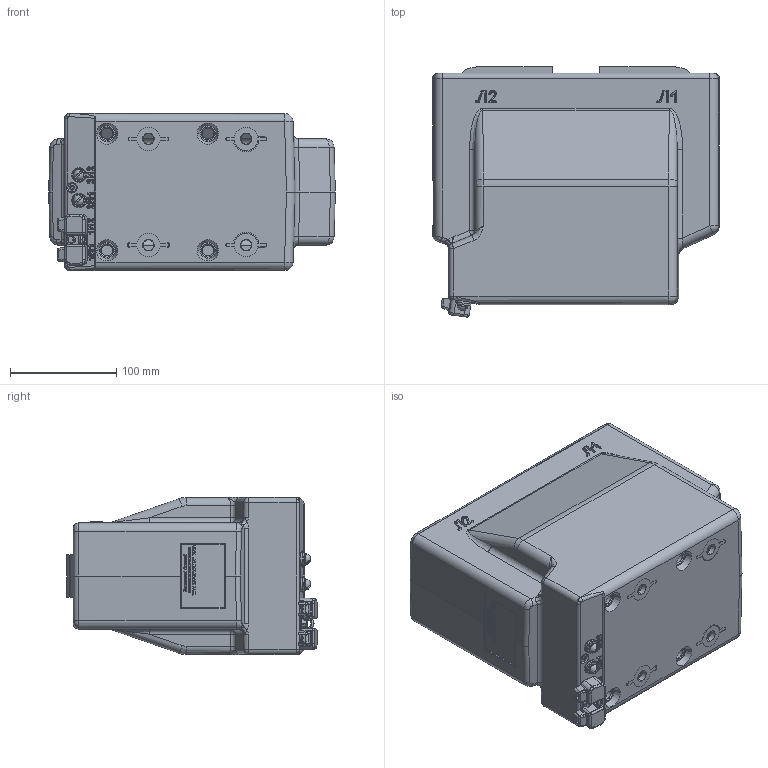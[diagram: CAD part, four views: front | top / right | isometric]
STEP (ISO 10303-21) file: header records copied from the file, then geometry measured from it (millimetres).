
FILE_DESCRIPTION (( 'STEP AP203' ), '1' );
FILE_NAME ('ﾒﾎﾋ-10-9.1-2(5-2000)ﾀ.STEP', '2018-01-31T12:20:03', ( '' ), ( '' ), 'SwSTEP 2.0', 'SolidWorks 2010', '' );
FILE_SCHEMA (( 'CONFIG_CONTROL_DESIGN' ));
Products named in the file (1): ﾒﾎﾋ-10-9.1-2(5-2000)ﾀ
Bounding box: 270 x 235.62 x 148 mm (x, y, z)
Surface area: 255291.2 mm2 (no closed solid volume)
Topology: 0 solids, 57 shells, 760 faces, 3468 edges, 2706 vertices
Faces by surface type: plane 305, cylinder 165, bspline 134, cone 104, sphere 28, torus 24
Entity records: 46785 total; most frequent: CARTESIAN_POINT 21468, ORIENTED_EDGE 4921, DIRECTION 4428, EDGE_CURVE 3458, VERTEX_POINT 2706, LINE 1804, VECTOR 1804, AXIS2_PLACEMENT_3D 1312
